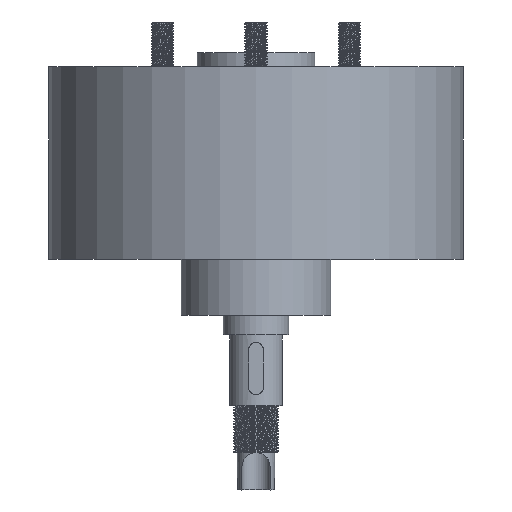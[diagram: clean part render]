
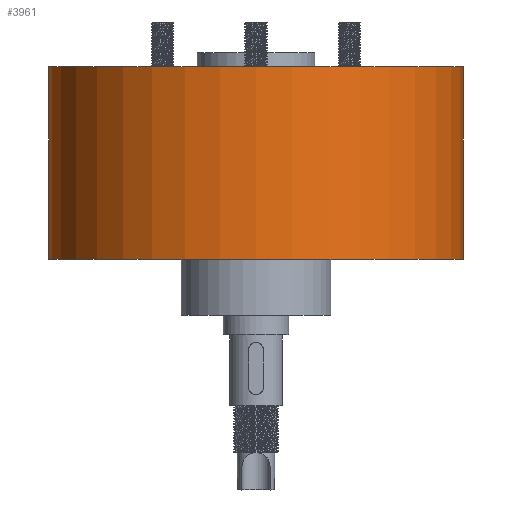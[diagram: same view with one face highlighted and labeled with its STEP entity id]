
A CAD part, front view. The second image highlights one B-rep face of the part: STEP entity #3961.
In plain terms, the highlighted cylindrical face has radius 111 mm (diameter 222 mm), a full revolution.
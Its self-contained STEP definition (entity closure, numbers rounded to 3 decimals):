
#277=FACE_OUTER_BOUND('',#507,.T.);
#507=EDGE_LOOP('',(#3508,#3509,#3510,#3511));
#565=CIRCLE('',#4227,111.);
#566=CIRCLE('',#4229,111.);
#1130=LINE('',#26015,#1321);
#1321=VECTOR('',#4924,111.);
#1724=VERTEX_POINT('',#26010);
#1725=VERTEX_POINT('',#26013);
#2327=EDGE_CURVE('',#1724,#1724,#565,.T.);
#2328=EDGE_CURVE('',#1725,#1725,#566,.T.);
#2329=EDGE_CURVE('',#1725,#1724,#1130,.T.);
#3508=ORIENTED_EDGE('',*,*,#2328,.F.);
#3509=ORIENTED_EDGE('',*,*,#2329,.T.);
#3510=ORIENTED_EDGE('',*,*,#2327,.T.);
#3511=ORIENTED_EDGE('',*,*,#2329,.F.);
#3745=CYLINDRICAL_SURFACE('',#4228,111.);
#3961=ADVANCED_FACE('',(#277),#3745,.T.);
#4227=AXIS2_PLACEMENT_3D('',#26011,#4918,#4919);
#4228=AXIS2_PLACEMENT_3D('',#26012,#4920,#4921);
#4229=AXIS2_PLACEMENT_3D('',#26014,#4922,#4923);
#4918=DIRECTION('center_axis',(0.,0.,-1.));
#4919=DIRECTION('ref_axis',(1.,0.,0.));
#4920=DIRECTION('center_axis',(0.,0.,-1.));
#4921=DIRECTION('ref_axis',(0.,1.,0.));
#4922=DIRECTION('center_axis',(0.,0.,-1.));
#4923=DIRECTION('ref_axis',(1.,0.,0.));
#4924=DIRECTION('',(0.,0.,1.));
#26010=CARTESIAN_POINT('',(0.,-111.,0.));
#26011=CARTESIAN_POINT('Origin',(0.,0.,0.));
#26012=CARTESIAN_POINT('Origin',(0.,0.,-51.5));
#26013=CARTESIAN_POINT('',(0.,-111.,-103.));
#26014=CARTESIAN_POINT('Origin',(0.,0.,-103.));
#26015=CARTESIAN_POINT('',(0.,-111.,-51.5));
